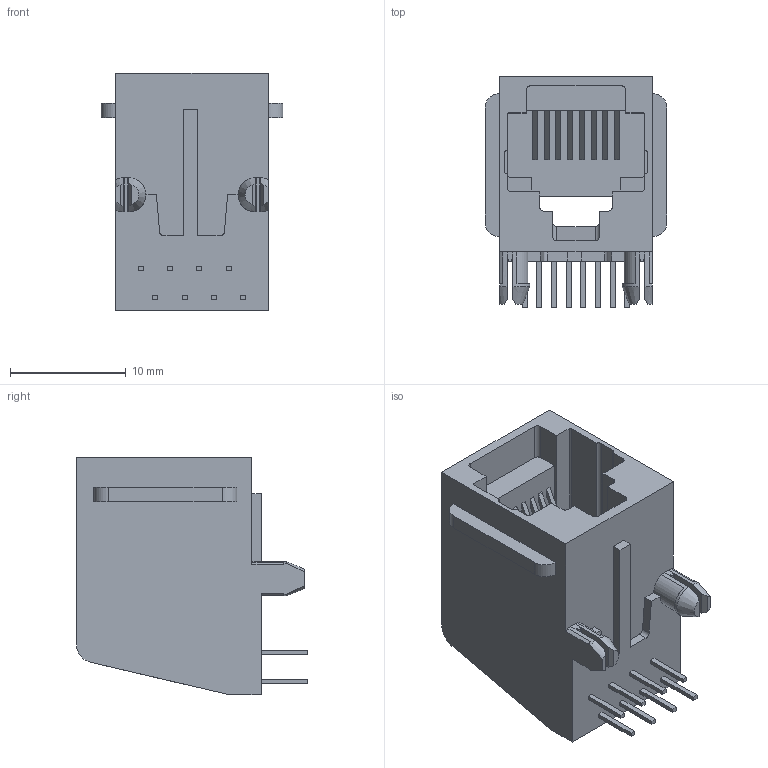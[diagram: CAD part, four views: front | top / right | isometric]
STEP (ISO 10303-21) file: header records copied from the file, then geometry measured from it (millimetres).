
FILE_DESCRIPTION (( 'STEP AP203' ), '1' );
FILE_NAME ('rj45_144-L.STEP', '2019-05-06T09:58:57', ( '' ), ( '' ), 'SwSTEP 2.0', 'SolidWorks 2019', '' );
FILE_SCHEMA (( 'CONFIG_CONTROL_DESIGN' ));
Length unit declared in the file: millimetre
Products named in the file (1): rj45_144-L
Bounding box: 15.75 x 20.02 x 20.6 mm (x, y, z)
Volume: 2321.5 mm3; surface area: 2679.8 mm2
Topology: 1 solids, 1 shells, 208 faces, 575 edges, 379 vertices
Faces by surface type: plane 155, cylinder 47, cone 6
Entity records: 6711 total; most frequent: CARTESIAN_POINT 1243, ORIENTED_EDGE 1150, DIRECTION 1068, EDGE_CURVE 575, VECTOR 460, LINE 460, VERTEX_POINT 379, AXIS2_PLACEMENT_3D 304
